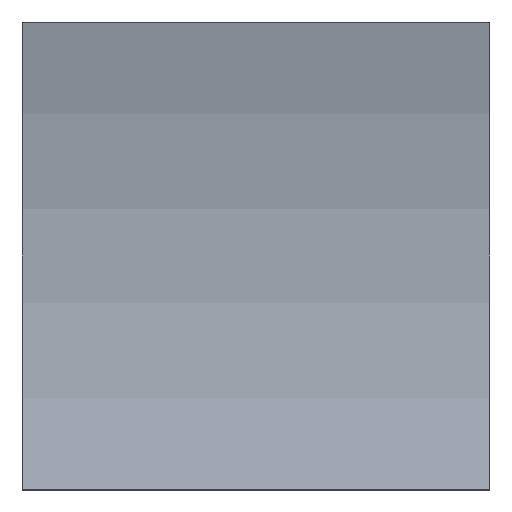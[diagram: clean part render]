
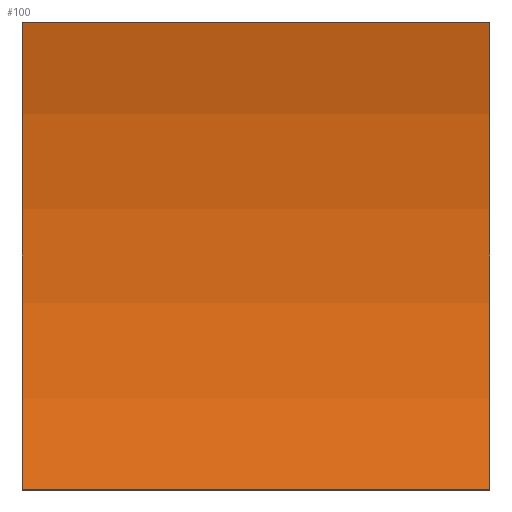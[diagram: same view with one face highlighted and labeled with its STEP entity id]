
A CAD part, left-side view. The second image highlights one B-rep face of the part: STEP entity #100.
In plain terms, the highlighted cylindrical face has radius 18.32 mm (diameter 36.64 mm), a partial arc.
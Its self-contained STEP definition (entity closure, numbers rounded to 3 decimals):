
#1 = CARTESIAN_POINT ( 'NONE',  ( -2.696, 10., 10. ) ) ;
#6 = CYLINDRICAL_SURFACE ( 'NONE', #38, 18.32 ) ;
#10 = FACE_OUTER_BOUND ( 'NONE', #204, .T. ) ;
#19 = AXIS2_PLACEMENT_3D ( 'NONE', #197, #74, #186 ) ;
#22 = DIRECTION ( 'NONE',  ( 0., -1., 0. ) ) ;
#25 = ORIENTED_EDGE ( 'NONE', *, *, #135, .F. ) ;
#38 = AXIS2_PLACEMENT_3D ( 'NONE', #191, #22, #99 ) ;
#39 = LINE ( 'NONE', #1, #55 ) ;
#44 = AXIS2_PLACEMENT_3D ( 'NONE', #47, #161, #201 ) ;
#47 = CARTESIAN_POINT ( 'NONE',  ( -20.32, 0., 5. ) ) ;
#48 = EDGE_CURVE ( 'NONE', #102, #181, #172, .T. ) ;
#53 = EDGE_CURVE ( 'NONE', #102, #117, #152, .T. ) ;
#55 = VECTOR ( 'NONE', #182, 1000. ) ;
#56 = CIRCLE ( 'NONE', #44, 18.32 ) ;
#66 = VERTEX_POINT ( 'NONE', #131 ) ;
#67 = CARTESIAN_POINT ( 'NONE',  ( -2.696, 0., 0. ) ) ;
#71 = VECTOR ( 'NONE', #150, 1000. ) ;
#74 = DIRECTION ( 'NONE',  ( 0., -1., 0. ) ) ;
#92 = CARTESIAN_POINT ( 'NONE',  ( -2.696, 10., 0. ) ) ;
#99 = DIRECTION ( 'NONE',  ( 0., 0., -1. ) ) ;
#100 = ADVANCED_FACE ( 'NONE', ( #10 ), #6, .F. ) ;
#102 = VERTEX_POINT ( 'NONE', #163 ) ;
#112 = ORIENTED_EDGE ( 'NONE', *, *, #167, .T. ) ;
#117 = VERTEX_POINT ( 'NONE', #67 ) ;
#131 = CARTESIAN_POINT ( 'NONE',  ( -2.696, 0., 10. ) ) ;
#135 = EDGE_CURVE ( 'NONE', #181, #66, #39, .T. ) ;
#137 = CARTESIAN_POINT ( 'NONE',  ( -2.696, 10., 10. ) ) ;
#138 = ORIENTED_EDGE ( 'NONE', *, *, #48, .F. ) ;
#150 = DIRECTION ( 'NONE',  ( 0., -1., 0. ) ) ;
#152 = LINE ( 'NONE', #92, #71 ) ;
#161 = DIRECTION ( 'NONE',  ( 0., -1., 0. ) ) ;
#163 = CARTESIAN_POINT ( 'NONE',  ( -2.696, 10., 0. ) ) ;
#164 = ORIENTED_EDGE ( 'NONE', *, *, #53, .T. ) ;
#167 = EDGE_CURVE ( 'NONE', #117, #66, #56, .T. ) ;
#172 = CIRCLE ( 'NONE', #19, 18.32 ) ;
#181 = VERTEX_POINT ( 'NONE', #137 ) ;
#182 = DIRECTION ( 'NONE',  ( 0., -1., 0. ) ) ;
#186 = DIRECTION ( 'NONE',  ( 0., 0., 1. ) ) ;
#191 = CARTESIAN_POINT ( 'NONE',  ( -20.32, 10., 5. ) ) ;
#197 = CARTESIAN_POINT ( 'NONE',  ( -20.32, 10., 5. ) ) ;
#201 = DIRECTION ( 'NONE',  ( 0., 0., 1. ) ) ;
#204 = EDGE_LOOP ( 'NONE', ( #112, #25, #138, #164 ) ) ;
